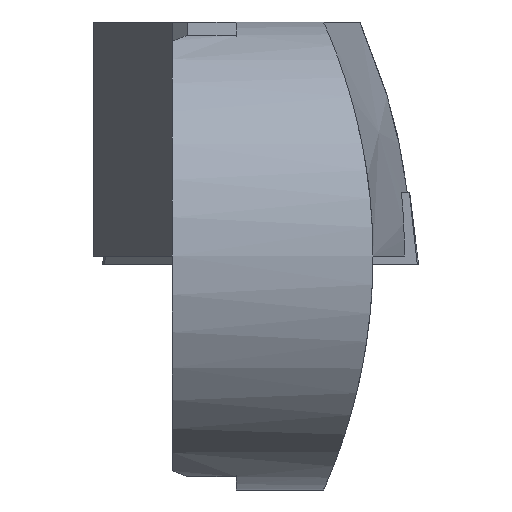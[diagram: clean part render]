
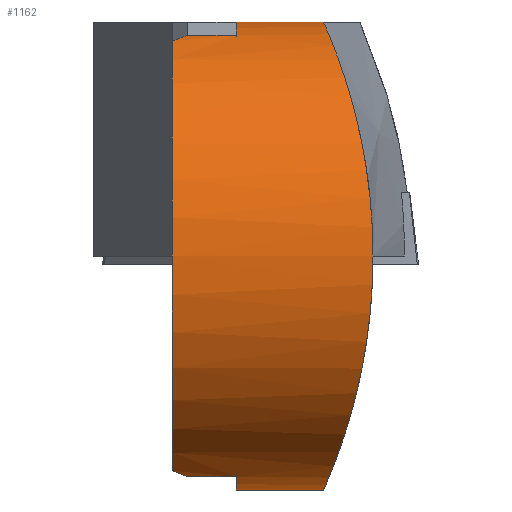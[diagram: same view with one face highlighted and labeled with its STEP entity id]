
A CAD part, left-side view. The second image highlights one B-rep face of the part: STEP entity #1162.
In plain terms, the highlighted cylindrical face has radius 7.7 mm (diameter 15.4 mm), a partial arc.
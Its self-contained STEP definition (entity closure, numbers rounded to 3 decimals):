
#546=VERTEX_POINT('NONE',#1556);
#572=EDGE_CURVE('NONE',#1454,#972,#1586,.F.);
#580=EDGE_CURVE('NONE',#972,#758,#1595,.F.);
#648=EDGE_CURVE('NONE',#1296,#988,#1670,.F.);
#758=VERTEX_POINT('NONE',#1793);
#856=VERTEX_POINT('NONE',#1900);
#878=EDGE_CURVE('NONE',#1296,#896,#1925,.T.);
#892=EDGE_CURVE('NONE',#988,#1030,#1939,.T.);
#896=VERTEX_POINT('NONE',#1943);
#972=VERTEX_POINT('NONE',#2036);
#988=VERTEX_POINT('NONE',#2052);
#1026=EDGE_CURVE('NONE',#856,#546,#2094,.F.);
#1030=VERTEX_POINT('NONE',#2098);
#1036=EDGE_CURVE('NONE',#546,#896,#2105,.F.);
#1162=ADVANCED_FACE('NONE',(#2242),#2243,.T.);
#1236=VERTEX_POINT('NONE',#2323);
#1294=EDGE_CURVE('NONE',#1312,#856,#2387,.F.);
#1296=VERTEX_POINT('NONE',#2389);
#1312=VERTEX_POINT('NONE',#2406);
#1314=EDGE_CURVE('NONE',#1236,#1312,#2408,.F.);
#1418=EDGE_CURVE('NONE',#758,#1236,#2522,.F.);
#1454=VERTEX_POINT('NONE',#2561);
#1516=EDGE_CURVE('NONE',#1030,#1454,#2629,.F.);
#1556=CARTESIAN_POINT('',(-2.55,-2.1,-7.266));
#1586=CIRCLE('',#2700,7.7);
#1595=LINE('',#2711,#2712);
#1670=B_SPLINE_CURVE_WITH_KNOTS('',3,(#2833,#2834,#2835,#2836,#2837,#2838,#2839,#2840,#2841,#2842,#2843,#2844,#2845,#2846,#2847,#2848,#2849,#2850,#2851,#2852,#2853,#2854,#2855),.UNSPECIFIED.,.F.,.F.,(4,2,2,2,2,2,2,2,2,3,4),(-13.218,-11.75,-10.282,-8.814,-7.346,-5.878,-4.409,-2.939,-1.47,0.0,1.47),.UNSPECIFIED.);
#1793=CARTESIAN_POINT('',(-2.55,-0.5,7.266));
#1900=CARTESIAN_POINT('',(-2.55,-0.5,-7.266));
#1925=LINE('',#3242,#3243);
#1939=B_SPLINE_CURVE_WITH_KNOTS('',3,(#3263,#3264,#3265,#3266,#3267,#3268,#3269,#3270,#3271,#3272,#3273,#3274,#3275,#3276,#3277,#3278,#3279,#3280,#3281,#3282,#3283,#3284),.UNSPECIFIED.,.F.,.F.,(4,2,2,2,2,2,2,2,2,2,4),(10.282,11.75,13.218,14.686,16.154,17.622,19.092,20.561,22.031,23.5,24.97),.UNSPECIFIED.);
#1943=CARTESIAN_POINT('',(0.,-2.1,-7.7));
#2036=CARTESIAN_POINT('',(-2.55,-2.1,7.266));
#2052=CARTESIAN_POINT('',(-7.7,-6.6,0.));
#2094=LINE('',#4006,#4007);
#2098=CARTESIAN_POINT('',(0.,-4.97,7.7));
#2105=CIRCLE('',#4021,7.7);
#2242=FACE_OUTER_BOUND('',#4225,.T.);
#2243=CYLINDRICAL_SURFACE('',#4226,7.7);
#2323=CARTESIAN_POINT('',(-3.05,0.,7.07));
#2387=ELLIPSE('',#4446,10.889,7.7);
#2389=CARTESIAN_POINT('',(0.,-4.97,-7.7));
#2406=CARTESIAN_POINT('',(-3.05,0.,-7.07));
#2408=CIRCLE('',#4471,7.7);
#2522=ELLIPSE('',#4632,10.889,7.7);
#2561=CARTESIAN_POINT('',(0.,-2.1,7.7));
#2629=LINE('',#4786,#4787);
#2700=AXIS2_PLACEMENT_3D('',#4847,#4848,#4849);
#2711=CARTESIAN_POINT('',(-2.55,-9.0,7.266));
#2712=VECTOR('',#4861,1.0);
#2833=CARTESIAN_POINT('',(-7.554,-6.541,1.493));
#2834=CARTESIAN_POINT('',(-7.653,-6.581,0.994));
#2835=CARTESIAN_POINT('',(-7.7,-6.6,0.489));
#2836=CARTESIAN_POINT('',(-7.7,-6.6,-0.489));
#2837=CARTESIAN_POINT('',(-7.653,-6.581,-0.994));
#2838=CARTESIAN_POINT('',(-7.455,-6.502,-1.993));
#2839=CARTESIAN_POINT('',(-7.305,-6.442,-2.489));
#2840=CARTESIAN_POINT('',(-6.91,-6.293,-3.436));
#2841=CARTESIAN_POINT('',(-6.665,-6.203,-3.888));
#2842=CARTESIAN_POINT('',(-6.102,-6.008,-4.723));
#2843=CARTESIAN_POINT('',(-5.783,-5.904,-5.106));
#2844=CARTESIAN_POINT('',(-5.106,-5.702,-5.784));
#2845=CARTESIAN_POINT('',(-4.723,-5.596,-6.102));
#2846=CARTESIAN_POINT('',(-3.888,-5.395,-6.665));
#2847=CARTESIAN_POINT('',(-3.436,-5.3,-6.91));
#2848=CARTESIAN_POINT('',(-2.489,-5.141,-7.305));
#2849=CARTESIAN_POINT('',(-1.994,-5.077,-7.455));
#2850=CARTESIAN_POINT('',(-0.994,-4.991,-7.653));
#2851=CARTESIAN_POINT('',(-0.49,-4.97,-7.7));
#2852=CARTESIAN_POINT('',(0.,-4.97,-7.7));
#2853=CARTESIAN_POINT('',(0.49,-4.97,-7.7));
#2854=CARTESIAN_POINT('',(0.994,-4.991,-7.653));
#2855=CARTESIAN_POINT('',(1.494,-5.034,-7.554));
#3242=CARTESIAN_POINT('',(0.,-9.0,-7.7));
#3243=VECTOR('',#5264,1000.0);
#3263=CARTESIAN_POINT('',(-7.554,-6.541,-1.493));
#3264=CARTESIAN_POINT('',(-7.653,-6.581,-0.994));
#3265=CARTESIAN_POINT('',(-7.7,-6.6,-0.489));
#3266=CARTESIAN_POINT('',(-7.7,-6.6,0.489));
#3267=CARTESIAN_POINT('',(-7.653,-6.581,0.994));
#3268=CARTESIAN_POINT('',(-7.455,-6.502,1.993));
#3269=CARTESIAN_POINT('',(-7.305,-6.442,2.489));
#3270=CARTESIAN_POINT('',(-6.91,-6.293,3.436));
#3271=CARTESIAN_POINT('',(-6.665,-6.203,3.888));
#3272=CARTESIAN_POINT('',(-6.102,-6.008,4.723));
#3273=CARTESIAN_POINT('',(-5.783,-5.904,5.106));
#3274=CARTESIAN_POINT('',(-5.106,-5.702,5.784));
#3275=CARTESIAN_POINT('',(-4.723,-5.596,6.102));
#3276=CARTESIAN_POINT('',(-3.888,-5.395,6.665));
#3277=CARTESIAN_POINT('',(-3.436,-5.3,6.91));
#3278=CARTESIAN_POINT('',(-2.489,-5.141,7.305));
#3279=CARTESIAN_POINT('',(-1.994,-5.077,7.455));
#3280=CARTESIAN_POINT('',(-0.994,-4.991,7.653));
#3281=CARTESIAN_POINT('',(-0.49,-4.97,7.7));
#3282=CARTESIAN_POINT('',(0.49,-4.97,7.7));
#3283=CARTESIAN_POINT('',(0.994,-4.991,7.653));
#3284=CARTESIAN_POINT('',(1.494,-5.034,7.554));
#4006=CARTESIAN_POINT('',(-2.55,-9.0,-7.266));
#4007=VECTOR('',#5483,1.0);
#4021=AXIS2_PLACEMENT_3D('',#5499,#5500,#5501);
#4225=EDGE_LOOP('',(#5647,#5648,#5649,#5650,#5651,#5652,#5653,#5654,#5655,#5656,#5657));
#4226=AXIS2_PLACEMENT_3D('',#5658,#5659,#5660);
#4446=AXIS2_PLACEMENT_3D('',#5827,#5828,#5829);
#4471=AXIS2_PLACEMENT_3D('',#5842,#5843,#5844);
#4632=AXIS2_PLACEMENT_3D('',#5977,#5978,#5979);
#4786=CARTESIAN_POINT('',(0.,-9.0,7.7));
#4787=VECTOR('',#6115,1.0);
#4847=CARTESIAN_POINT('',(0.0,-2.1,0.0));
#4848=DIRECTION('',(0.0,1.0,0.0));
#4849=DIRECTION('',(0.,0.0,-1.0));
#4861=DIRECTION('',(0.0,-1.0,0.0));
#5264=DIRECTION('',(0.0,1.0,0.0));
#5483=DIRECTION('',(-0.0,1.0,0.0));
#5499=CARTESIAN_POINT('',(0.0,-2.1,0.0));
#5500=DIRECTION('',(0.0,1.0,0.0));
#5501=DIRECTION('',(0.,0.0,-1.0));
#5647=ORIENTED_EDGE('',*,*,#878,.F.);
#5648=ORIENTED_EDGE('',*,*,#648,.T.);
#5649=ORIENTED_EDGE('',*,*,#892,.T.);
#5650=ORIENTED_EDGE('',*,*,#1516,.T.);
#5651=ORIENTED_EDGE('',*,*,#572,.T.);
#5652=ORIENTED_EDGE('',*,*,#580,.T.);
#5653=ORIENTED_EDGE('',*,*,#1418,.T.);
#5654=ORIENTED_EDGE('',*,*,#1314,.T.);
#5655=ORIENTED_EDGE('',*,*,#1294,.T.);
#5656=ORIENTED_EDGE('',*,*,#1026,.T.);
#5657=ORIENTED_EDGE('',*,*,#1036,.T.);
#5658=CARTESIAN_POINT('',(0.0,-9.0,0.0));
#5659=DIRECTION('',(-0.0,1.0,0.0));
#5660=DIRECTION('',(0.,0.0,-1.0));
#5827=CARTESIAN_POINT('',(0.0,-3.05,0.0));
#5828=DIRECTION('',(0.707,0.707,0.));
#5829=DIRECTION('',(0.707,-0.707,0.));
#5842=CARTESIAN_POINT('',(0.0,0.0,0.0));
#5843=DIRECTION('',(0.,1.0,0.));
#5844=DIRECTION('',(0.,0.0,-1.0));
#5977=CARTESIAN_POINT('',(0.0,-3.05,0.0));
#5978=DIRECTION('',(0.707,0.707,0.));
#5979=DIRECTION('',(0.707,-0.707,0.));
#6115=DIRECTION('',(0.0,-1.0,0.0));
